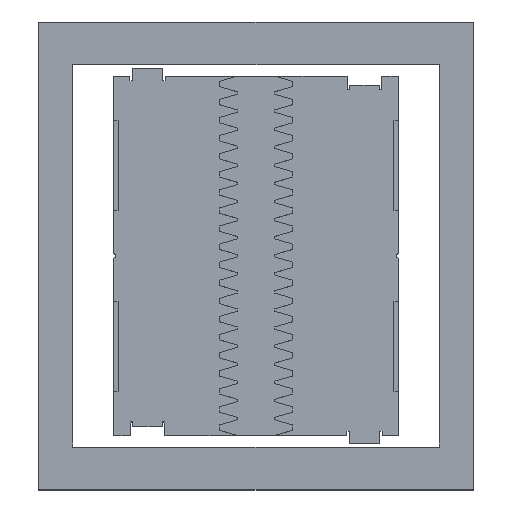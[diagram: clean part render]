
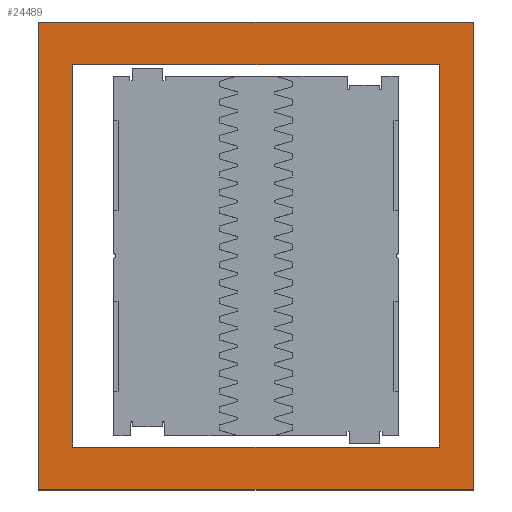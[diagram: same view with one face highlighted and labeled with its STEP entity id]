
A CAD part, top view. The second image highlights one B-rep face of the part: STEP entity #24489.
In plain terms, the highlighted planar face has unit normal (0, 0, 1).
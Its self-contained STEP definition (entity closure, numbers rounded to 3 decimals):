
#24489 = ADVANCED_FACE('',(#24490,#24609),#24504,.T.);
#24490 = FACE_BOUND('',#24491,.T.);
#24491 = EDGE_LOOP('',(#24492,#24527,#24555,#24583));
#24492 = ORIENTED_EDGE('',*,*,#24493,.T.);
#24493 = EDGE_CURVE('',#24494,#24496,#24498,.T.);
#24494 = VERTEX_POINT('',#24495);
#24495 = CARTESIAN_POINT('',(16.2,16.9,-4.2));
#24496 = VERTEX_POINT('',#24497);
#24497 = CARTESIAN_POINT('',(16.2,-16.9,-4.2));
#24498 = SURFACE_CURVE('',#24499,(#24503,#24515),.PCURVE_S1.);
#24499 = LINE('',#24500,#24501);
#24500 = CARTESIAN_POINT('',(16.2,16.9,-4.2));
#24501 = VECTOR('',#24502,1.);
#24502 = DIRECTION('',(0.,-1.,0.));
#24503 = PCURVE('',#24504,#24509);
#24504 = PLANE('',#24505);
#24505 = AXIS2_PLACEMENT_3D('',#24506,#24507,#24508);
#24506 = CARTESIAN_POINT('',(19.2,16.,-4.2));
#24507 = DIRECTION('',(0.,0.,1.));
#24508 = DIRECTION('',(0.,1.,0.));
#24509 = DEFINITIONAL_REPRESENTATION('',(#24510),#24514);
#24510 = LINE('',#24511,#24512);
#24511 = CARTESIAN_POINT('',(0.9,3.));
#24512 = VECTOR('',#24513,1.);
#24513 = DIRECTION('',(-1.,0.));
#24514 = ( GEOMETRIC_REPRESENTATION_CONTEXT(2) 
PARAMETRIC_REPRESENTATION_CONTEXT() REPRESENTATION_CONTEXT('2D SPACE',''
  ) );
#24515 = PCURVE('',#24516,#24521);
#24516 = PLANE('',#24517);
#24517 = AXIS2_PLACEMENT_3D('',#24518,#24519,#24520);
#24518 = CARTESIAN_POINT('',(16.2,16.,-6.6));
#24519 = DIRECTION('',(-1.,0.,0.));
#24520 = DIRECTION('',(0.,0.,1.));
#24521 = DEFINITIONAL_REPRESENTATION('',(#24522),#24526);
#24522 = LINE('',#24523,#24524);
#24523 = CARTESIAN_POINT('',(2.4,0.9));
#24524 = VECTOR('',#24525,1.);
#24525 = DIRECTION('',(0.,-1.));
#24526 = ( GEOMETRIC_REPRESENTATION_CONTEXT(2) 
PARAMETRIC_REPRESENTATION_CONTEXT() REPRESENTATION_CONTEXT('2D SPACE',''
  ) );
#24527 = ORIENTED_EDGE('',*,*,#24528,.F.);
#24528 = EDGE_CURVE('',#24529,#24496,#24531,.T.);
#24529 = VERTEX_POINT('',#24530);
#24530 = CARTESIAN_POINT('',(-16.2,-16.9,-4.2));
#24531 = SURFACE_CURVE('',#24532,(#24536,#24543),.PCURVE_S1.);
#24532 = LINE('',#24533,#24534);
#24533 = CARTESIAN_POINT('',(-16.2,-16.9,-4.2));
#24534 = VECTOR('',#24535,1.);
#24535 = DIRECTION('',(1.,0.,0.));
#24536 = PCURVE('',#24504,#24537);
#24537 = DEFINITIONAL_REPRESENTATION('',(#24538),#24542);
#24538 = LINE('',#24539,#24540);
#24539 = CARTESIAN_POINT('',(-32.9,35.4));
#24540 = VECTOR('',#24541,1.);
#24541 = DIRECTION('',(0.,-1.));
#24542 = ( GEOMETRIC_REPRESENTATION_CONTEXT(2) 
PARAMETRIC_REPRESENTATION_CONTEXT() REPRESENTATION_CONTEXT('2D SPACE',''
  ) );
#24543 = PCURVE('',#24544,#24549);
#24544 = PLANE('',#24545);
#24545 = AXIS2_PLACEMENT_3D('',#24546,#24547,#24548);
#24546 = CARTESIAN_POINT('',(-16.2,-16.9,-6.6));
#24547 = DIRECTION('',(0.,-1.,0.));
#24548 = DIRECTION('',(0.,0.,1.));
#24549 = DEFINITIONAL_REPRESENTATION('',(#24550),#24554);
#24550 = LINE('',#24551,#24552);
#24551 = CARTESIAN_POINT('',(2.4,0.));
#24552 = VECTOR('',#24553,1.);
#24553 = DIRECTION('',(0.,-1.));
#24554 = ( GEOMETRIC_REPRESENTATION_CONTEXT(2) 
PARAMETRIC_REPRESENTATION_CONTEXT() REPRESENTATION_CONTEXT('2D SPACE',''
  ) );
#24555 = ORIENTED_EDGE('',*,*,#24556,.T.);
#24556 = EDGE_CURVE('',#24529,#24557,#24559,.T.);
#24557 = VERTEX_POINT('',#24558);
#24558 = CARTESIAN_POINT('',(-16.2,16.9,-4.2));
#24559 = SURFACE_CURVE('',#24560,(#24564,#24571),.PCURVE_S1.);
#24560 = LINE('',#24561,#24562);
#24561 = CARTESIAN_POINT('',(-16.2,-16.9,-4.2));
#24562 = VECTOR('',#24563,1.);
#24563 = DIRECTION('',(0.,1.,0.));
#24564 = PCURVE('',#24504,#24565);
#24565 = DEFINITIONAL_REPRESENTATION('',(#24566),#24570);
#24566 = LINE('',#24567,#24568);
#24567 = CARTESIAN_POINT('',(-32.9,35.4));
#24568 = VECTOR('',#24569,1.);
#24569 = DIRECTION('',(1.,0.));
#24570 = ( GEOMETRIC_REPRESENTATION_CONTEXT(2) 
PARAMETRIC_REPRESENTATION_CONTEXT() REPRESENTATION_CONTEXT('2D SPACE',''
  ) );
#24571 = PCURVE('',#24572,#24577);
#24572 = PLANE('',#24573);
#24573 = AXIS2_PLACEMENT_3D('',#24574,#24575,#24576);
#24574 = CARTESIAN_POINT('',(-16.2,16.,-6.6));
#24575 = DIRECTION('',(-1.,0.,0.));
#24576 = DIRECTION('',(0.,0.,1.));
#24577 = DEFINITIONAL_REPRESENTATION('',(#24578),#24582);
#24578 = LINE('',#24579,#24580);
#24579 = CARTESIAN_POINT('',(2.4,-32.9));
#24580 = VECTOR('',#24581,1.);
#24581 = DIRECTION('',(0.,1.));
#24582 = ( GEOMETRIC_REPRESENTATION_CONTEXT(2) 
PARAMETRIC_REPRESENTATION_CONTEXT() REPRESENTATION_CONTEXT('2D SPACE',''
  ) );
#24583 = ORIENTED_EDGE('',*,*,#24584,.F.);
#24584 = EDGE_CURVE('',#24494,#24557,#24585,.T.);
#24585 = SURFACE_CURVE('',#24586,(#24590,#24597),.PCURVE_S1.);
#24586 = LINE('',#24587,#24588);
#24587 = CARTESIAN_POINT('',(16.2,16.9,-4.2));
#24588 = VECTOR('',#24589,1.);
#24589 = DIRECTION('',(-1.,0.,0.));
#24590 = PCURVE('',#24504,#24591);
#24591 = DEFINITIONAL_REPRESENTATION('',(#24592),#24596);
#24592 = LINE('',#24593,#24594);
#24593 = CARTESIAN_POINT('',(0.9,3.));
#24594 = VECTOR('',#24595,1.);
#24595 = DIRECTION('',(0.,1.));
#24596 = ( GEOMETRIC_REPRESENTATION_CONTEXT(2) 
PARAMETRIC_REPRESENTATION_CONTEXT() REPRESENTATION_CONTEXT('2D SPACE',''
  ) );
#24597 = PCURVE('',#24598,#24603);
#24598 = PLANE('',#24599);
#24599 = AXIS2_PLACEMENT_3D('',#24600,#24601,#24602);
#24600 = CARTESIAN_POINT('',(16.2,16.9,-6.6));
#24601 = DIRECTION('',(0.,1.,0.));
#24602 = DIRECTION('',(0.,0.,1.));
#24603 = DEFINITIONAL_REPRESENTATION('',(#24604),#24608);
#24604 = LINE('',#24605,#24606);
#24605 = CARTESIAN_POINT('',(2.4,0.));
#24606 = VECTOR('',#24607,1.);
#24607 = DIRECTION('',(0.,-1.));
#24608 = ( GEOMETRIC_REPRESENTATION_CONTEXT(2) 
PARAMETRIC_REPRESENTATION_CONTEXT() REPRESENTATION_CONTEXT('2D SPACE',''
  ) );
#24609 = FACE_BOUND('',#24610,.T.);
#24610 = EDGE_LOOP('',(#24611,#24641,#24669,#24697));
#24611 = ORIENTED_EDGE('',*,*,#24612,.T.);
#24612 = EDGE_CURVE('',#24613,#24615,#24617,.T.);
#24613 = VERTEX_POINT('',#24614);
#24614 = CARTESIAN_POINT('',(-19.2,20.7,-4.2));
#24615 = VERTEX_POINT('',#24616);
#24616 = CARTESIAN_POINT('',(-19.2,-20.7,-4.2));
#24617 = SURFACE_CURVE('',#24618,(#24622,#24629),.PCURVE_S1.);
#24618 = LINE('',#24619,#24620);
#24619 = CARTESIAN_POINT('',(-19.2,20.7,-4.2));
#24620 = VECTOR('',#24621,1.);
#24621 = DIRECTION('',(0.,-1.,0.));
#24622 = PCURVE('',#24504,#24623);
#24623 = DEFINITIONAL_REPRESENTATION('',(#24624),#24628);
#24624 = LINE('',#24625,#24626);
#24625 = CARTESIAN_POINT('',(4.7,38.4));
#24626 = VECTOR('',#24627,1.);
#24627 = DIRECTION('',(-1.,0.));
#24628 = ( GEOMETRIC_REPRESENTATION_CONTEXT(2) 
PARAMETRIC_REPRESENTATION_CONTEXT() REPRESENTATION_CONTEXT('2D SPACE',''
  ) );
#24629 = PCURVE('',#24630,#24635);
#24630 = PLANE('',#24631);
#24631 = AXIS2_PLACEMENT_3D('',#24632,#24633,#24634);
#24632 = CARTESIAN_POINT('',(-19.2,16.,-6.6));
#24633 = DIRECTION('',(-1.,0.,0.));
#24634 = DIRECTION('',(0.,0.,1.));
#24635 = DEFINITIONAL_REPRESENTATION('',(#24636),#24640);
#24636 = LINE('',#24637,#24638);
#24637 = CARTESIAN_POINT('',(2.4,4.7));
#24638 = VECTOR('',#24639,1.);
#24639 = DIRECTION('',(0.,-1.));
#24640 = ( GEOMETRIC_REPRESENTATION_CONTEXT(2) 
PARAMETRIC_REPRESENTATION_CONTEXT() REPRESENTATION_CONTEXT('2D SPACE',''
  ) );
#24641 = ORIENTED_EDGE('',*,*,#24642,.T.);
#24642 = EDGE_CURVE('',#24615,#24643,#24645,.T.);
#24643 = VERTEX_POINT('',#24644);
#24644 = CARTESIAN_POINT('',(19.2,-20.7,-4.2));
#24645 = SURFACE_CURVE('',#24646,(#24650,#24657),.PCURVE_S1.);
#24646 = LINE('',#24647,#24648);
#24647 = CARTESIAN_POINT('',(-19.2,-20.7,-4.2));
#24648 = VECTOR('',#24649,1.);
#24649 = DIRECTION('',(1.,0.,0.));
#24650 = PCURVE('',#24504,#24651);
#24651 = DEFINITIONAL_REPRESENTATION('',(#24652),#24656);
#24652 = LINE('',#24653,#24654);
#24653 = CARTESIAN_POINT('',(-36.7,38.4));
#24654 = VECTOR('',#24655,1.);
#24655 = DIRECTION('',(0.,-1.));
#24656 = ( GEOMETRIC_REPRESENTATION_CONTEXT(2) 
PARAMETRIC_REPRESENTATION_CONTEXT() REPRESENTATION_CONTEXT('2D SPACE',''
  ) );
#24657 = PCURVE('',#24658,#24663);
#24658 = PLANE('',#24659);
#24659 = AXIS2_PLACEMENT_3D('',#24660,#24661,#24662);
#24660 = CARTESIAN_POINT('',(-19.2,-20.7,-6.6));
#24661 = DIRECTION('',(0.,-1.,0.));
#24662 = DIRECTION('',(0.,0.,1.));
#24663 = DEFINITIONAL_REPRESENTATION('',(#24664),#24668);
#24664 = LINE('',#24665,#24666);
#24665 = CARTESIAN_POINT('',(2.4,0.));
#24666 = VECTOR('',#24667,1.);
#24667 = DIRECTION('',(0.,-1.));
#24668 = ( GEOMETRIC_REPRESENTATION_CONTEXT(2) 
PARAMETRIC_REPRESENTATION_CONTEXT() REPRESENTATION_CONTEXT('2D SPACE',''
  ) );
#24669 = ORIENTED_EDGE('',*,*,#24670,.T.);
#24670 = EDGE_CURVE('',#24643,#24671,#24673,.T.);
#24671 = VERTEX_POINT('',#24672);
#24672 = CARTESIAN_POINT('',(19.2,20.7,-4.2));
#24673 = SURFACE_CURVE('',#24674,(#24678,#24685),.PCURVE_S1.);
#24674 = LINE('',#24675,#24676);
#24675 = CARTESIAN_POINT('',(19.2,-20.7,-4.2));
#24676 = VECTOR('',#24677,1.);
#24677 = DIRECTION('',(0.,1.,0.));
#24678 = PCURVE('',#24504,#24679);
#24679 = DEFINITIONAL_REPRESENTATION('',(#24680),#24684);
#24680 = LINE('',#24681,#24682);
#24681 = CARTESIAN_POINT('',(-36.7,0.));
#24682 = VECTOR('',#24683,1.);
#24683 = DIRECTION('',(1.,0.));
#24684 = ( GEOMETRIC_REPRESENTATION_CONTEXT(2) 
PARAMETRIC_REPRESENTATION_CONTEXT() REPRESENTATION_CONTEXT('2D SPACE',''
  ) );
#24685 = PCURVE('',#24686,#24691);
#24686 = PLANE('',#24687);
#24687 = AXIS2_PLACEMENT_3D('',#24688,#24689,#24690);
#24688 = CARTESIAN_POINT('',(19.2,16.,-6.6));
#24689 = DIRECTION('',(-1.,0.,0.));
#24690 = DIRECTION('',(0.,0.,1.));
#24691 = DEFINITIONAL_REPRESENTATION('',(#24692),#24696);
#24692 = LINE('',#24693,#24694);
#24693 = CARTESIAN_POINT('',(2.4,-36.7));
#24694 = VECTOR('',#24695,1.);
#24695 = DIRECTION('',(0.,1.));
#24696 = ( GEOMETRIC_REPRESENTATION_CONTEXT(2) 
PARAMETRIC_REPRESENTATION_CONTEXT() REPRESENTATION_CONTEXT('2D SPACE',''
  ) );
#24697 = ORIENTED_EDGE('',*,*,#24698,.T.);
#24698 = EDGE_CURVE('',#24671,#24613,#24699,.T.);
#24699 = SURFACE_CURVE('',#24700,(#24704,#24711),.PCURVE_S1.);
#24700 = LINE('',#24701,#24702);
#24701 = CARTESIAN_POINT('',(19.2,20.7,-4.2));
#24702 = VECTOR('',#24703,1.);
#24703 = DIRECTION('',(-1.,0.,0.));
#24704 = PCURVE('',#24504,#24705);
#24705 = DEFINITIONAL_REPRESENTATION('',(#24706),#24710);
#24706 = LINE('',#24707,#24708);
#24707 = CARTESIAN_POINT('',(4.7,0.));
#24708 = VECTOR('',#24709,1.);
#24709 = DIRECTION('',(0.,1.));
#24710 = ( GEOMETRIC_REPRESENTATION_CONTEXT(2) 
PARAMETRIC_REPRESENTATION_CONTEXT() REPRESENTATION_CONTEXT('2D SPACE',''
  ) );
#24711 = PCURVE('',#24712,#24717);
#24712 = PLANE('',#24713);
#24713 = AXIS2_PLACEMENT_3D('',#24714,#24715,#24716);
#24714 = CARTESIAN_POINT('',(19.2,20.7,-6.6));
#24715 = DIRECTION('',(0.,1.,0.));
#24716 = DIRECTION('',(0.,0.,1.));
#24717 = DEFINITIONAL_REPRESENTATION('',(#24718),#24722);
#24718 = LINE('',#24719,#24720);
#24719 = CARTESIAN_POINT('',(2.4,0.));
#24720 = VECTOR('',#24721,1.);
#24721 = DIRECTION('',(0.,-1.));
#24722 = ( GEOMETRIC_REPRESENTATION_CONTEXT(2) 
PARAMETRIC_REPRESENTATION_CONTEXT() REPRESENTATION_CONTEXT('2D SPACE',''
  ) );
